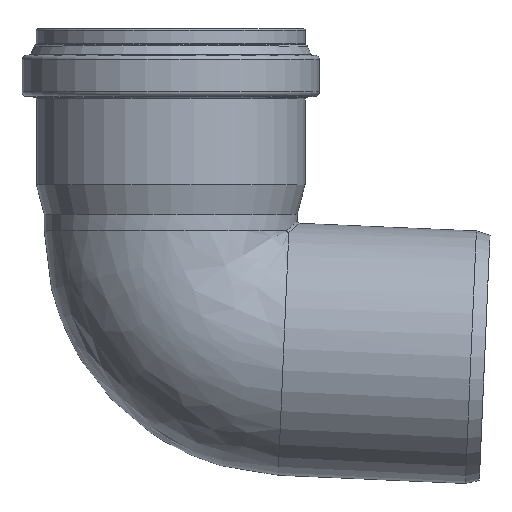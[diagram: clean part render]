
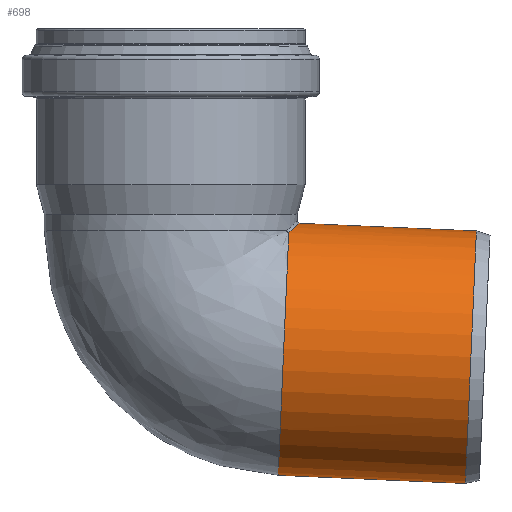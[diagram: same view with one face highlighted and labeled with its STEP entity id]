
A CAD part, top view. The second image highlights one B-rep face of the part: STEP entity #698.
In plain terms, the highlighted cylindrical face has radius 55.1 mm (diameter 110.2 mm), a full revolution.
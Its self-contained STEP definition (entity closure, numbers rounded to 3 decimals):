
#46=LINE('',#1336,#67);
#67=VECTOR('',#907,55.1);
#88=CYLINDRICAL_SURFACE('',#768,55.1);
#100=CIRCLE('',#765,55.1);
#101=CIRCLE('',#766,55.1);
#103=CIRCLE('',#769,55.1);
#104=CIRCLE('',#770,55.1);
#188=FACE_OUTER_BOUND('',#231,.T.);
#231=EDGE_LOOP('',(#479,#480,#481,#482,#483,#484,#485));
#277=ELLIPSE('',#764,76.942,55.1);
#284=VERTEX_POINT('',#1204);
#287=VERTEX_POINT('',#1255);
#288=VERTEX_POINT('',#1330);
#289=VERTEX_POINT('',#1335);
#290=VERTEX_POINT('',#1337);
#360=EDGE_CURVE('',#287,#284,#277,.T.);
#361=EDGE_CURVE('',#284,#288,#100,.T.);
#362=EDGE_CURVE('',#288,#287,#101,.T.);
#364=EDGE_CURVE('',#288,#289,#46,.T.);
#365=EDGE_CURVE('',#290,#289,#103,.T.);
#366=EDGE_CURVE('',#289,#290,#104,.T.);
#479=ORIENTED_EDGE('',*,*,#360,.F.);
#480=ORIENTED_EDGE('',*,*,#362,.F.);
#481=ORIENTED_EDGE('',*,*,#364,.T.);
#482=ORIENTED_EDGE('',*,*,#365,.F.);
#483=ORIENTED_EDGE('',*,*,#366,.F.);
#484=ORIENTED_EDGE('',*,*,#364,.F.);
#485=ORIENTED_EDGE('',*,*,#361,.F.);
#698=ADVANCED_FACE('',(#188),#88,.T.);
#764=AXIS2_PLACEMENT_3D('',#1302,#897,#898);
#765=AXIS2_PLACEMENT_3D('',#1331,#899,#900);
#766=AXIS2_PLACEMENT_3D('',#1332,#901,#902);
#768=AXIS2_PLACEMENT_3D('',#1334,#905,#906);
#769=AXIS2_PLACEMENT_3D('',#1338,#908,#909);
#770=AXIS2_PLACEMENT_3D('',#1339,#910,#911);
#897=DIRECTION('center_axis',(-0.685,0.729,0.));
#898=DIRECTION('ref_axis',(0.729,0.685,0.));
#899=DIRECTION('center_axis',(-0.999,0.044,0.));
#900=DIRECTION('ref_axis',(0.,0.,-1.));
#901=DIRECTION('center_axis',(-0.999,0.044,0.));
#902=DIRECTION('ref_axis',(0.,0.,-1.));
#905=DIRECTION('center_axis',(-0.999,0.044,0.));
#906=DIRECTION('ref_axis',(0.,0.,-1.));
#907=DIRECTION('',(0.999,-0.044,0.));
#908=DIRECTION('center_axis',(0.999,-0.044,0.));
#909=DIRECTION('ref_axis',(0.,0.,1.));
#910=DIRECTION('center_axis',(0.999,-0.044,0.));
#911=DIRECTION('ref_axis',(0.,0.,1.));
#1204=CARTESIAN_POINT('',(51.46,-5.117,-21.851));
#1255=CARTESIAN_POINT('',(51.46,-5.117,21.851));
#1302=CARTESIAN_POINT('Origin',(0.,-53.5,0.));
#1330=CARTESIAN_POINT('',(49.254,-55.65,55.1));
#1331=CARTESIAN_POINT('Origin',(49.254,-55.65,0.));
#1332=CARTESIAN_POINT('Origin',(49.254,-55.65,0.));
#1334=CARTESIAN_POINT('Origin',(136.87,-59.476,0.));
#1335=CARTESIAN_POINT('',(130.875,-59.214,55.1));
#1336=CARTESIAN_POINT('',(136.87,-59.476,55.1));
#1337=CARTESIAN_POINT('',(130.875,-59.214,-55.1));
#1338=CARTESIAN_POINT('Origin',(130.875,-59.214,0.));
#1339=CARTESIAN_POINT('Origin',(130.875,-59.214,0.));
